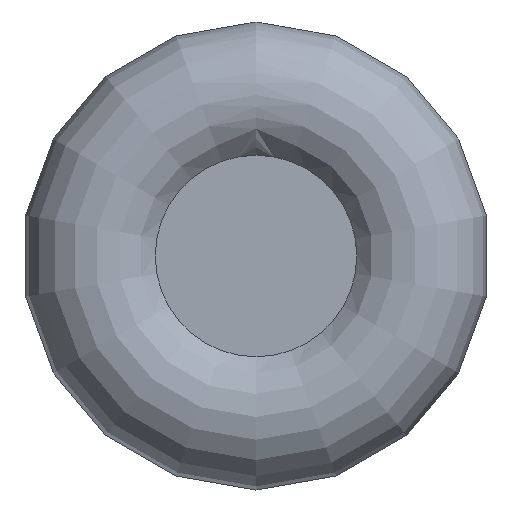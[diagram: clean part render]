
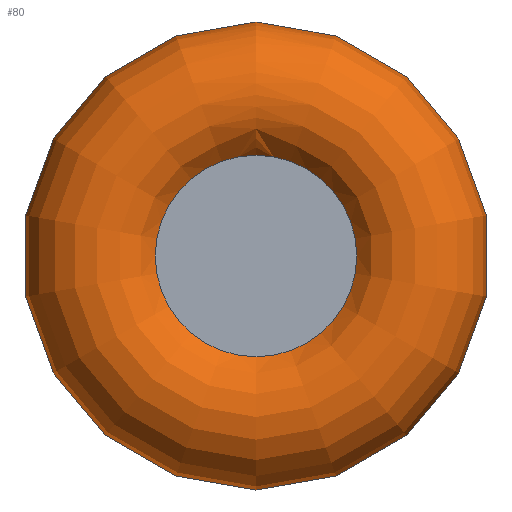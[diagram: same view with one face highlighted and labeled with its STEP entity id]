
A CAD part, left-side view. The second image highlights one B-rep face of the part: STEP entity #80.
In plain terms, the highlighted face is a revolution surface.
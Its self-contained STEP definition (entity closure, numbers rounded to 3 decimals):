
#37=SURFACE_OF_REVOLUTION('',#39,#38);
#38=AXIS1_PLACEMENT('',#488,#309);
#39=B_SPLINE_CURVE_WITH_KNOTS('',3,(#420,#421,#422,#423,#424,#425,#426,
#427,#428,#429,#430,#431,#432,#433,#434,#435,#436,#437,#438,#439,#440,#441,
#442,#443,#444,#445,#446,#447,#448,#449,#450,#451,#452,#453,#454,#455,#456,
#457,#458,#459,#460,#461,#462,#463,#464,#465,#466,#467,#468,#469,#470,#471,
#472,#473,#474,#475,#476,#477,#478,#479,#480,#481,#482,#483,#484,#485,#486,
#487),.UNSPECIFIED.,.T.,.F.,(2,2,2,2,2,2,2,2,2,2,2,2,2,2,2,2,2,2,2,2,2,
2,2,2,2,2,2,2,2,2,2,2,2,2,2,2),(-0.031,0.,0.031,0.063,0.094,0.125,
0.156,0.188,0.219,0.234,0.25,0.281,0.313,0.344,0.375,0.406,
0.438,0.469,0.5,0.531,0.563,0.594,0.625,0.656,0.688,0.719,
0.75,0.781,0.813,0.844,0.875,0.906,0.938,0.969,1.,1.031),
 .UNSPECIFIED.);
#80=ADVANCED_FACE('',(#106,#107),#37,.T.);
#106=FACE_BOUND('',#138,.T.);
#107=FACE_BOUND('',#139,.T.);
#138=EDGE_LOOP('',(#172));
#139=EDGE_LOOP('',(#173));
#172=ORIENTED_EDGE('',*,*,#217,.F.);
#173=ORIENTED_EDGE('',*,*,#216,.T.);
#199=VERTEX_POINT('',#416);
#200=VERTEX_POINT('',#419);
#216=EDGE_CURVE('',#199,#199,#233,.T.);
#217=EDGE_CURVE('',#200,#200,#234,.T.);
#233=CIRCLE('',#256,14.528);
#234=CIRCLE('',#258,6.392);
#256=AXIS2_PLACEMENT_3D('',#415,#303,#304);
#258=AXIS2_PLACEMENT_3D('',#418,#307,#308);
#303=DIRECTION('',(-1.,0.,0.));
#304=DIRECTION('',(0.,0.,1.));
#307=DIRECTION('',(-1.,0.,0.));
#308=DIRECTION('',(0.,0.,1.));
#309=DIRECTION('',(-1.,0.,0.));
#415=CARTESIAN_POINT('',(7.723,0.,0.));
#416=CARTESIAN_POINT('',(7.723,0.,14.528));
#418=CARTESIAN_POINT('',(3.,0.,0.));
#419=CARTESIAN_POINT('',(3.,0.,6.392));
#420=CARTESIAN_POINT('',(5.684,5.41,0.));
#421=CARTESIAN_POINT('',(6.316,5.41,0.));
#422=CARTESIAN_POINT('',(6.628,5.438,0.));
#423=CARTESIAN_POINT('',(7.248,5.552,0.));
#424=CARTESIAN_POINT('',(7.55,5.638,0.));
#425=CARTESIAN_POINT('',(8.132,5.863,0.));
#426=CARTESIAN_POINT('',(8.415,6.004,0.));
#427=CARTESIAN_POINT('',(8.946,6.339,0.));
#428=CARTESIAN_POINT('',(9.192,6.531,0.));
#429=CARTESIAN_POINT('',(9.644,6.962,0.));
#430=CARTESIAN_POINT('',(9.85,7.205,0.));
#431=CARTESIAN_POINT('',(10.204,7.718,0.));
#432=CARTESIAN_POINT('',(10.354,7.992,0.));
#433=CARTESIAN_POINT('',(10.599,8.572,0.));
#434=CARTESIAN_POINT('',(10.69,8.873,0.));
#435=CARTESIAN_POINT('',(10.78,9.331,0.));
#436=CARTESIAN_POINT('',(10.802,9.486,0.));
#437=CARTESIAN_POINT('',(10.831,9.798,0.));
#438=CARTESIAN_POINT('',(10.838,9.956,0.));
#439=CARTESIAN_POINT('',(10.833,10.427,0.));
#440=CARTESIAN_POINT('',(10.799,10.736,0.));
#441=CARTESIAN_POINT('',(10.669,11.347,0.));
#442=CARTESIAN_POINT('',(10.572,11.65,0.));
#443=CARTESIAN_POINT('',(10.324,12.223,0.));
#444=CARTESIAN_POINT('',(10.173,12.495,0.));
#445=CARTESIAN_POINT('',(9.817,13.011,0.));
#446=CARTESIAN_POINT('',(9.612,13.253,0.));
#447=CARTESIAN_POINT('',(9.166,13.686,0.));
#448=CARTESIAN_POINT('',(8.922,13.882,0.));
#449=CARTESIAN_POINT('',(8.393,14.226,0.));
#450=CARTESIAN_POINT('',(8.116,14.37,0.));
#451=CARTESIAN_POINT('',(7.538,14.603,0.));
#452=CARTESIAN_POINT('',(7.235,14.693,0.));
#453=CARTESIAN_POINT('',(6.619,14.813,0.));
#454=CARTESIAN_POINT('',(6.309,14.842,0.));
#455=CARTESIAN_POINT('',(5.685,14.842,0.));
#456=CARTESIAN_POINT('',(5.368,14.811,0.));
#457=CARTESIAN_POINT('',(4.756,14.691,0.));
#458=CARTESIAN_POINT('',(4.457,14.602,0.));
#459=CARTESIAN_POINT('',(3.876,14.366,0.));
#460=CARTESIAN_POINT('',(3.596,14.219,0.));
#461=CARTESIAN_POINT('',(3.074,13.878,0.));
#462=CARTESIAN_POINT('',(2.83,13.683,0.));
#463=CARTESIAN_POINT('',(2.378,13.242,0.));
#464=CARTESIAN_POINT('',(2.177,13.004,0.));
#465=CARTESIAN_POINT('',(1.824,12.49,0.));
#466=CARTESIAN_POINT('',(1.67,12.212,0.));
#467=CARTESIAN_POINT('',(1.423,11.637,0.));
#468=CARTESIAN_POINT('',(1.329,11.34,0.));
#469=CARTESIAN_POINT('',(1.2,10.727,0.));
#470=CARTESIAN_POINT('',(1.166,10.411,0.));
#471=CARTESIAN_POINT('',(1.162,9.788,0.));
#472=CARTESIAN_POINT('',(1.191,9.476,0.));
#473=CARTESIAN_POINT('',(1.314,8.857,0.));
#474=CARTESIAN_POINT('',(1.406,8.559,0.));
#475=CARTESIAN_POINT('',(1.649,7.985,0.));
#476=CARTESIAN_POINT('',(1.803,7.706,0.));
#477=CARTESIAN_POINT('',(2.159,7.193,0.));
#478=CARTESIAN_POINT('',(2.362,6.957,0.));
#479=CARTESIAN_POINT('',(2.814,6.526,0.));
#480=CARTESIAN_POINT('',(3.066,6.331,0.));
#481=CARTESIAN_POINT('',(3.593,6.,0.));
#482=CARTESIAN_POINT('',(3.871,5.861,0.));
#483=CARTESIAN_POINT('',(4.457,5.635,0.));
#484=CARTESIAN_POINT('',(4.761,5.55,0.));
#485=CARTESIAN_POINT('',(5.374,5.438,0.));
#486=CARTESIAN_POINT('',(5.684,5.41,0.));
#487=CARTESIAN_POINT('',(6.316,5.41,0.));
#488=CARTESIAN_POINT('',(0.,0.,0.));
